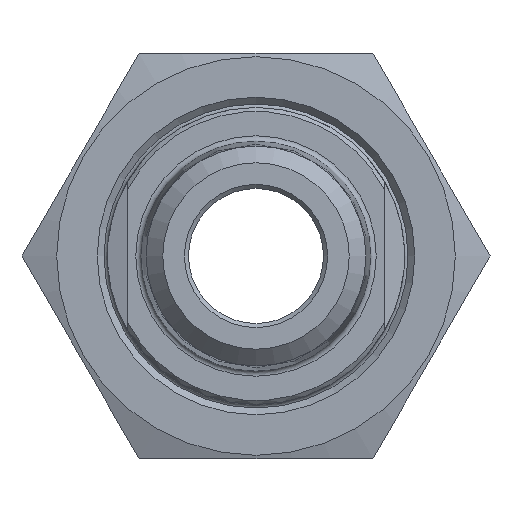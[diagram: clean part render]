
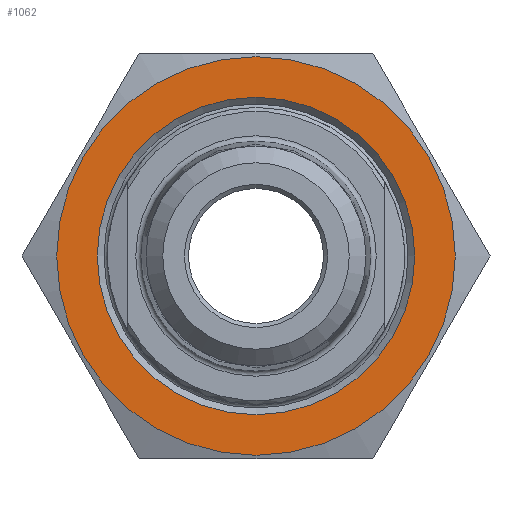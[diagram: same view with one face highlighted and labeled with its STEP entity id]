
A CAD part, left-side view. The second image highlights one B-rep face of the part: STEP entity #1062.
In plain terms, the highlighted planar face has unit normal (-1, 0, 0).
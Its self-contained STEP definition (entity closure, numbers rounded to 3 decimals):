
#69=FACE_BOUND('',#200,.T.);
#86=PLANE('',#1212);
#130=FACE_OUTER_BOUND('',#199,.T.);
#199=EDGE_LOOP('',(#766));
#200=EDGE_LOOP('',(#767));
#373=CIRCLE('',#1202,14.75);
#374=CIRCLE('',#1207,11.75);
#470=VERTEX_POINT('',#1799);
#471=VERTEX_POINT('',#1810);
#578=EDGE_CURVE('',#470,#470,#373,.T.);
#583=EDGE_CURVE('',#471,#471,#374,.T.);
#766=ORIENTED_EDGE('',*,*,#578,.T.);
#767=ORIENTED_EDGE('',*,*,#583,.F.);
#1062=ADVANCED_FACE('',(#130,#69),#86,.F.);
#1202=AXIS2_PLACEMENT_3D('',#1801,#1382,#1383);
#1207=AXIS2_PLACEMENT_3D('',#1811,#1396,#1397);
#1212=AXIS2_PLACEMENT_3D('',#1821,#1408,#1409);
#1382=DIRECTION('center_axis',(-1.,0.,0.));
#1383=DIRECTION('ref_axis',(0.,1.,0.));
#1396=DIRECTION('center_axis',(-1.,0.,0.));
#1397=DIRECTION('ref_axis',(0.,-1.,0.));
#1408=DIRECTION('center_axis',(1.,0.,0.));
#1409=DIRECTION('ref_axis',(0.,0.,-1.));
#1799=CARTESIAN_POINT('',(-15.,-14.75,0.));
#1801=CARTESIAN_POINT('Origin',(-15.,0.,0.));
#1810=CARTESIAN_POINT('',(-15.,11.75,0.));
#1811=CARTESIAN_POINT('Origin',(-15.,0.,0.));
#1821=CARTESIAN_POINT('Origin',(-15.,0.,0.));
